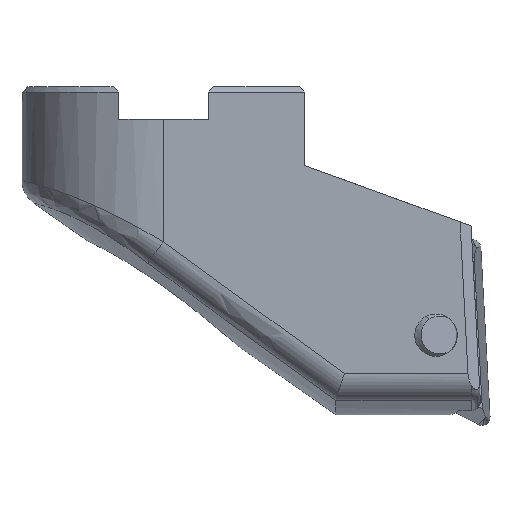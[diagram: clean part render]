
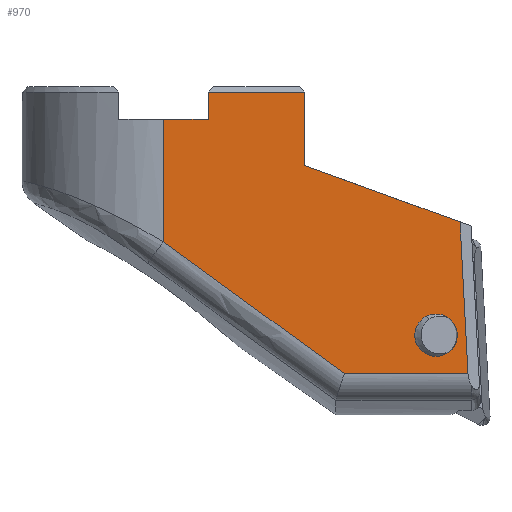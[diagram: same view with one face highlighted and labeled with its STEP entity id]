
A CAD part, top view. The second image highlights one B-rep face of the part: STEP entity #970.
In plain terms, the highlighted planar face has unit normal (0, 0, 1).
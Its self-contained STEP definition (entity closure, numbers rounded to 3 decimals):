
#622=VERTEX_POINT('NONE',#1729);
#808=VERTEX_POINT('NONE',#1929);
#820=VERTEX_POINT('NONE',#1942);
#822=VERTEX_POINT('NONE',#1944);
#898=EDGE_CURVE('NONE',#1508,#622,#2030,.F.);
#930=EDGE_CURVE('NONE',#808,#1658,#2064,.T.);
#950=EDGE_CURVE('NONE',#1536,#622,#2087,.T.);
#970=ADVANCED_FACE('NONE',(#2108,#2109),#2110,.F.);
#1034=EDGE_CURVE('NONE',#1200,#1508,#2181,.F.);
#1042=EDGE_CURVE('NONE',#1658,#1536,#2191,.F.);
#1172=EDGE_CURVE('NONE',#1530,#1306,#2334,.T.);
#1188=EDGE_CURVE('NONE',#1306,#1530,#2352,.F.);
#1200=VERTEX_POINT('NONE',#2364);
#1306=VERTEX_POINT('NONE',#2480);
#1376=EDGE_CURVE('NONE',#820,#822,#2560,.F.);
#1420=VERTEX_POINT('NONE',#2612);
#1440=EDGE_CURVE('NONE',#822,#1420,#2633,.F.);
#1508=VERTEX_POINT('NONE',#2710);
#1530=VERTEX_POINT('NONE',#2735);
#1536=VERTEX_POINT('NONE',#2741);
#1576=EDGE_CURVE('NONE',#1200,#1420,#2784,.T.);
#1602=EDGE_CURVE('NONE',#808,#820,#2810,.F.);
#1658=VERTEX_POINT('NONE',#2874);
#1729=CARTESIAN_POINT('',(10.904,-4.976,5.2));
#1929=CARTESIAN_POINT('',(0.,-5.707,5.2));
#1942=CARTESIAN_POINT('',(0.,-1.2,5.2));
#1944=CARTESIAN_POINT('',(1.65,-1.2,5.2));
#2030=LINE('',#4574,#4575);
#2064=B_SPLINE_CURVE_WITH_KNOTS('',3,(#4645,#4646,#4647,#4648),.UNSPECIFIED.,.F.,.F.,(4,4),(0.0,1.0),.UNSPECIFIED.);
#2087=LINE('',#5590,#5591);
#2108=FACE_OUTER_BOUND('',#5620,.T.);
#2109=FACE_BOUND('',#5621,.T.);
#2110=PLANE('',#5622);
#2181=LINE('',#6774,#6775);
#2191=LINE('',#6788,#6789);
#2334=ELLIPSE('',#8926,0.783,0.78);
#2352=ELLIPSE('',#8949,0.783,0.78);
#2364=CARTESIAN_POINT('',(5.2,-0.2,5.2));
#2480=CARTESIAN_POINT('',(9.981,-8.361,5.2));
#2560=LINE('',#9817,#9818);
#2612=CARTESIAN_POINT('',(1.65,-0.2,5.2));
#2633=LINE('',#9931,#9932);
#2710=CARTESIAN_POINT('',(5.2,-2.9,5.2));
#2735=CARTESIAN_POINT('',(10.063,-9.919,5.2));
#2741=CARTESIAN_POINT('',(11.195,-10.549,5.2));
#2784=LINE('',#10195,#10196);
#2810=LINE('',#10255,#10256);
#2874=CARTESIAN_POINT('',(6.652,-10.549,5.2));
#4574=CARTESIAN_POINT('',(4.849,-2.772,5.2));
#4575=VECTOR('',#10767,1.0);
#4645=CARTESIAN_POINT('',(0.,-5.707,5.2));
#4646=CARTESIAN_POINT('',(2.206,-7.336,5.2));
#4647=CARTESIAN_POINT('',(4.427,-8.946,5.2));
#4648=CARTESIAN_POINT('',(6.652,-10.549,5.2));
#5590=CARTESIAN_POINT('',(11.396,-14.405,5.2));
#5591=VECTOR('',#10827,1.0);
#5620=EDGE_LOOP('',(#10841,#10842,#10843,#10844,#10845,#10846,#10847,#10848,#10849));
#5621=EDGE_LOOP('',(#10850,#10851));
#5622=AXIS2_PLACEMENT_3D('',#10852,#10853,#10854);
#6774=CARTESIAN_POINT('',(5.2,-7.5,5.2));
#6775=VECTOR('',#10930,1.0);
#6788=CARTESIAN_POINT('',(15.206,-10.549,5.2));
#6789=VECTOR('',#10951,1.0);
#8926=AXIS2_PLACEMENT_3D('',#11106,#11107,#11108);
#8949=AXIS2_PLACEMENT_3D('',#11133,#11134,#11135);
#9817=CARTESIAN_POINT('',(0.825,-1.2,5.2));
#9818=VECTOR('',#11378,1.0);
#9931=CARTESIAN_POINT('',(1.65,-7.5,5.2));
#9932=VECTOR('',#11475,1.0);
#10195=CARTESIAN_POINT('',(0.,-0.2,5.2));
#10196=VECTOR('',#11651,1.0);
#10255=CARTESIAN_POINT('',(0.,-15.0,5.2));
#10256=VECTOR('',#11667,1.0);
#10767=DIRECTION('',(-0.94,0.342,0.));
#10827=DIRECTION('',(-0.052,0.999,0.));
#10841=ORIENTED_EDGE('',*,*,#1034,.F.);
#10842=ORIENTED_EDGE('',*,*,#1576,.T.);
#10843=ORIENTED_EDGE('',*,*,#1440,.F.);
#10844=ORIENTED_EDGE('',*,*,#1376,.F.);
#10845=ORIENTED_EDGE('',*,*,#1602,.F.);
#10846=ORIENTED_EDGE('',*,*,#930,.T.);
#10847=ORIENTED_EDGE('',*,*,#1042,.T.);
#10848=ORIENTED_EDGE('',*,*,#950,.T.);
#10849=ORIENTED_EDGE('',*,*,#898,.F.);
#10850=ORIENTED_EDGE('',*,*,#1172,.F.);
#10851=ORIENTED_EDGE('',*,*,#1188,.F.);
#10852=CARTESIAN_POINT('',(0.,-15.0,5.2));
#10853=DIRECTION('',(0.,0.0,-1.0));
#10854=DIRECTION('',(-1.0,-0.0,0.));
#10930=DIRECTION('',(0.0,1.0,-0.0));
#10951=DIRECTION('',(-1.0,-0.0,0.));
#11106=CARTESIAN_POINT('',(10.022,-9.14,5.2));
#11107=DIRECTION('',(0.,0.0,1.0));
#11108=DIRECTION('',(1.0,0.,0.));
#11133=CARTESIAN_POINT('',(10.022,-9.14,5.2));
#11134=DIRECTION('',(0.,0.0,-1.0));
#11135=DIRECTION('',(1.0,0.,0.));
#11378=DIRECTION('',(-1.0,0.,0.));
#11475=DIRECTION('',(0.,-1.0,0.));
#11651=DIRECTION('',(-1.0,0.,0.));
#11667=DIRECTION('',(0.0,-1.0,0.0));
